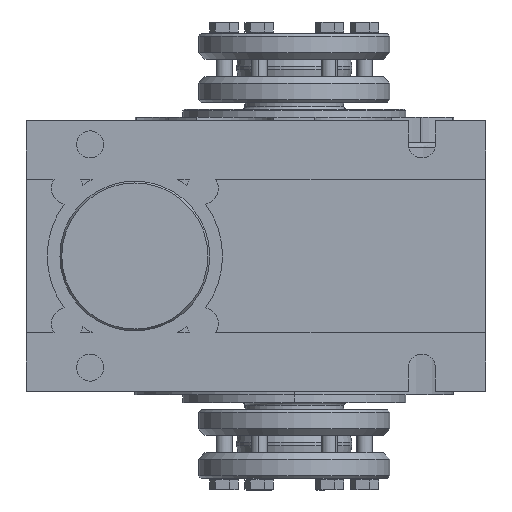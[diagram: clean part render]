
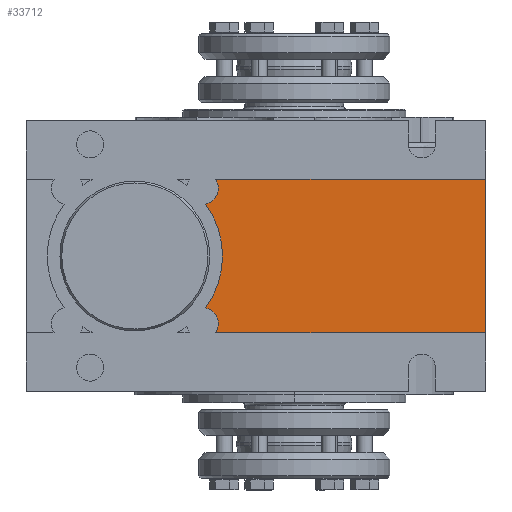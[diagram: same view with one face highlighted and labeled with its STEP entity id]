
A CAD part, left-side view. The second image highlights one B-rep face of the part: STEP entity #33712.
In plain terms, the highlighted planar face has unit normal (-1, 0, 0).
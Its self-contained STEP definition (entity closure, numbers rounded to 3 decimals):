
#306 = DIRECTION ( 'NONE',  ( 0., -1., 0. ) ) ;
#1221 = CARTESIAN_POINT ( 'NONE',  ( -58., -60., 24. ) ) ;
#1721 = VERTEX_POINT ( 'NONE', #14306 ) ;
#2294 = ORIENTED_EDGE ( 'NONE', *, *, #18350, .T. ) ;
#3346 = DIRECTION ( 'NONE',  ( -1., 0., 0. ) ) ;
#3479 = ORIENTED_EDGE ( 'NONE', *, *, #7473, .F. ) ;
#6401 = FACE_OUTER_BOUND ( 'NONE', #14620, .T. ) ;
#7058 = EDGE_CURVE ( 'NONE', #7631, #32709, #15559, .T. ) ;
#7377 = EDGE_CURVE ( 'NONE', #7631, #27447, #29799, .T. ) ;
#7473 = EDGE_CURVE ( 'NONE', #19250, #27447, #17485, .T. ) ;
#7631 = VERTEX_POINT ( 'NONE', #29060 ) ;
#9224 = DIRECTION ( 'NONE',  ( 0., -1., 0. ) ) ;
#9463 = DIRECTION ( 'NONE',  ( 0., 1., 0. ) ) ;
#10483 = VECTOR ( 'NONE', #33083, 1000. ) ;
#12431 = DIRECTION ( 'NONE',  ( -1., 0., 0. ) ) ;
#14306 = CARTESIAN_POINT ( 'NONE',  ( -58., -60., -24. ) ) ;
#14620 = EDGE_LOOP ( 'NONE', ( #27609, #39546, #3479, #20816, #2294, #38676, #21176 ) ) ;
#14705 = CARTESIAN_POINT ( 'NONE',  ( -58., 27.851, -16.3 ) ) ;
#15477 = VERTEX_POINT ( 'NONE', #1221 ) ;
#15551 = CARTESIAN_POINT ( 'NONE',  ( -58., 136.573, 24. ) ) ;
#15559 = CIRCLE ( 'NONE', #25289, 5. ) ;
#15899 = VERTEX_POINT ( 'NONE', #24284 ) ;
#16234 = DIRECTION ( 'NONE',  ( 0., -1., 0. ) ) ;
#17019 = CARTESIAN_POINT ( 'NONE',  ( -58., 28.789, -21.211 ) ) ;
#17436 = CARTESIAN_POINT ( 'NONE',  ( -58., 136.573, -24. ) ) ;
#17485 = CIRCLE ( 'NONE', #20712, 5. ) ;
#18108 = VECTOR ( 'NONE', #36323, 1000. ) ;
#18122 = CARTESIAN_POINT ( 'NONE',  ( -58., 28.789, 21.211 ) ) ;
#18350 = EDGE_CURVE ( 'NONE', #15899, #1721, #23918, .T. ) ;
#18685 = CARTESIAN_POINT ( 'NONE',  ( -58., 28.789, -21.211 ) ) ;
#18750 = PLANE ( 'NONE',  #20719 ) ;
#19250 = VERTEX_POINT ( 'NONE', #24382 ) ;
#19748 = EDGE_CURVE ( 'NONE', #1721, #15477, #32705, .T. ) ;
#20667 = CARTESIAN_POINT ( 'NONE',  ( -58., -60., 42.5 ) ) ;
#20712 = AXIS2_PLACEMENT_3D ( 'NONE', #18685, #12431, #30488 ) ;
#20719 = AXIS2_PLACEMENT_3D ( 'NONE', #31167, #3346, #306 ) ;
#20816 = ORIENTED_EDGE ( 'NONE', *, *, #21138, .F. ) ;
#21138 = EDGE_CURVE ( 'NONE', #15899, #19250, #32543, .T. ) ;
#21176 = ORIENTED_EDGE ( 'NONE', *, *, #35423, .T. ) ;
#21349 = AXIS2_PLACEMENT_3D ( 'NONE', #30095, #26257, #38840 ) ;
#21400 = LINE ( 'NONE', #15551, #35674 ) ;
#23918 = LINE ( 'NONE', #17436, #18108 ) ;
#24284 = CARTESIAN_POINT ( 'NONE',  ( -58., 24.639, -24. ) ) ;
#24382 = CARTESIAN_POINT ( 'NONE',  ( -58., 23.789, -21.211 ) ) ;
#25289 = AXIS2_PLACEMENT_3D ( 'NONE', #18122, #34397, #9224 ) ;
#26257 = DIRECTION ( 'NONE',  ( 1., 0., 0. ) ) ;
#27447 = VERTEX_POINT ( 'NONE', #14705 ) ;
#27609 = ORIENTED_EDGE ( 'NONE', *, *, #7058, .F. ) ;
#29060 = CARTESIAN_POINT ( 'NONE',  ( -58., 27.851, 16.3 ) ) ;
#29799 = CIRCLE ( 'NONE', #21349, 27.5 ) ;
#30095 = CARTESIAN_POINT ( 'NONE',  ( -58., 50., 0. ) ) ;
#30488 = DIRECTION ( 'NONE',  ( 0., -1., 0. ) ) ;
#31167 = CARTESIAN_POINT ( 'NONE',  ( -58., -134.91, -24. ) ) ;
#32543 = CIRCLE ( 'NONE', #36413, 5. ) ;
#32705 = LINE ( 'NONE', #20667, #10483 ) ;
#32709 = VERTEX_POINT ( 'NONE', #38046 ) ;
#33083 = DIRECTION ( 'NONE',  ( 0., 0., 1. ) ) ;
#33712 = ADVANCED_FACE ( 'NONE', ( #6401 ), #18750, .T. ) ;
#34397 = DIRECTION ( 'NONE',  ( -1., 0., 0. ) ) ;
#35423 = EDGE_CURVE ( 'NONE', #15477, #32709, #21400, .T. ) ;
#35674 = VECTOR ( 'NONE', #9463, 1000. ) ;
#36323 = DIRECTION ( 'NONE',  ( 0., -1., 0. ) ) ;
#36413 = AXIS2_PLACEMENT_3D ( 'NONE', #17019, #38560, #16234 ) ;
#38046 = CARTESIAN_POINT ( 'NONE',  ( -58., 24.639, 24. ) ) ;
#38560 = DIRECTION ( 'NONE',  ( -1., 0., 0. ) ) ;
#38676 = ORIENTED_EDGE ( 'NONE', *, *, #19748, .T. ) ;
#38840 = DIRECTION ( 'NONE',  ( 0., -1., 0. ) ) ;
#39546 = ORIENTED_EDGE ( 'NONE', *, *, #7377, .T. ) ;
